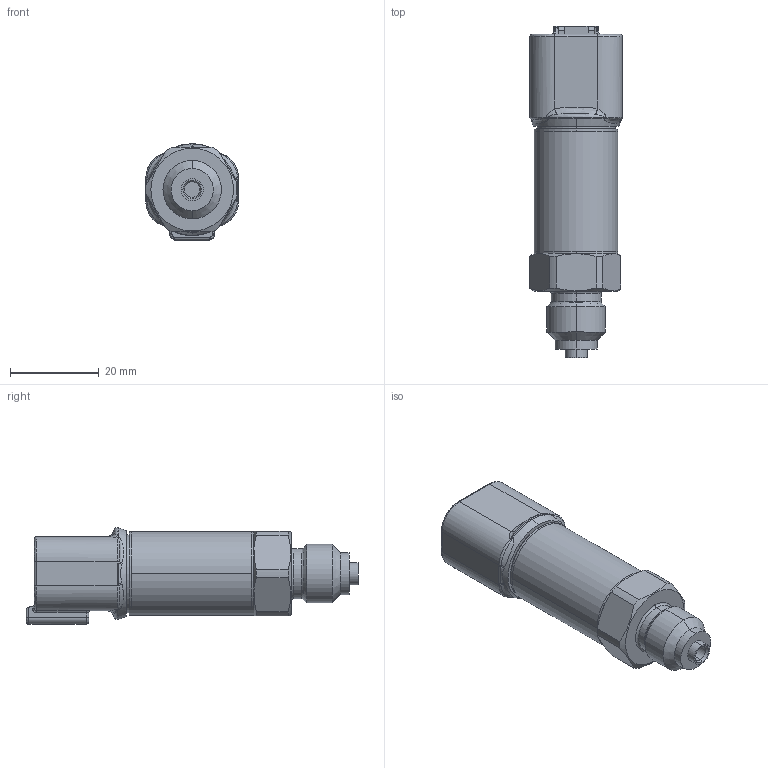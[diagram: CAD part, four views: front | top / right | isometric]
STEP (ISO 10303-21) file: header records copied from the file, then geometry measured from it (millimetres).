
FILE_DESCRIPTION (( 'STEP AP214' ), '1' );
FILE_NAME ('825X.XX.XX.53.D4.STEP', '2019-08-12T11:14:57', ( '' ), ( '' ), 'SwSTEP 2.0', 'SolidWorks 2016', '' );
FILE_SCHEMA (( 'AUTOMOTIVE_DESIGN' ));
Length unit declared in the file: millimetre
Products named in the file (4): C24156_53_C24156; DEUTSCH_4P_D4; C21542_defeatured; 825X.XX.XX.53.D4
Assembly tree (3 placements, depth 2):
  825X.XX.XX.53.D4
    C21542_defeatured
    C24156_53_C24156
    DEUTSCH_4P_D4
Bounding box: 20.91 x 74.69 x 21.72 mm (x, y, z)
Volume: 14569.8 mm3; surface area: 7694.8 mm2
Topology: 3 solids, 3 shells, 308 faces, 751 edges, 456 vertices
Faces by surface type: bspline 103, plane 88, cylinder 84, cone 27, torus 6
Entity records: 13200 total; most frequent: CARTESIAN_POINT 6069, ORIENTED_EDGE 1494, DIRECTION 1223, EDGE_CURVE 747, VERTEX_POINT 456, AXIS2_PLACEMENT_3D 453, EDGE_LOOP 325, VECTOR 317
